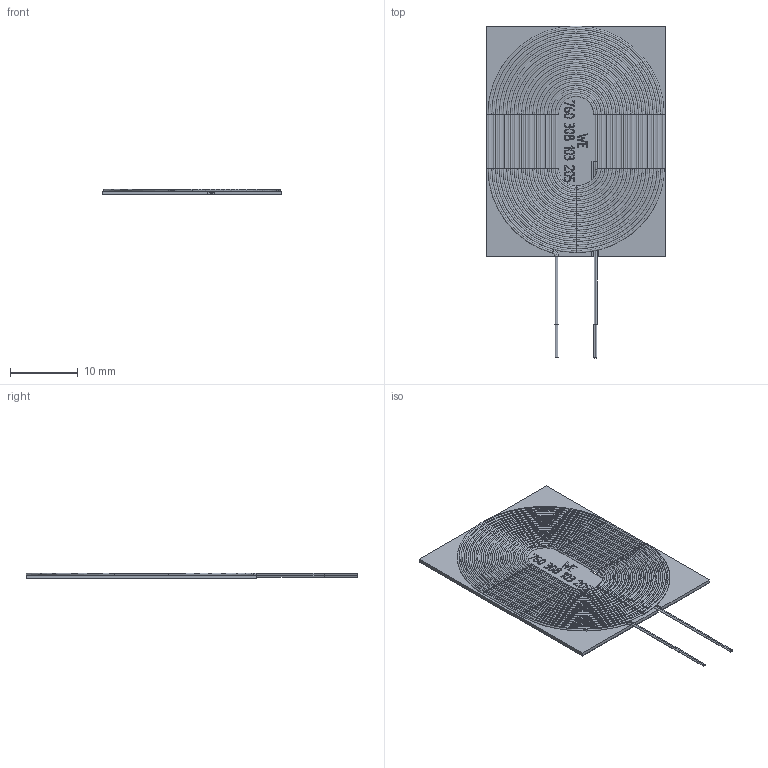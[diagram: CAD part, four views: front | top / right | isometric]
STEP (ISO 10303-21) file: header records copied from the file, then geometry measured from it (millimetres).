
FILE_DESCRIPTION( ( 'Unknown' ), '1' );
FILE_NAME( '760308103205.stp', 'Unknown', ( 'Unknown' ), ( 'Unknown' ), 'PSStep 16.0.42', 'Unknown', ' ' );
FILE_SCHEMA( ( 'AUTOMOTIVE_DESIGN { 1 0 10303 214 1 1 1 1 }' ) );
Length unit declared in the file: millimetre
Products named in the file (5): Assem1; Ferrite-Sheet; Turns; Adhesive Tape; Release Tape
Assembly tree (4 placements, depth 2):
  Assem1
    Ferrite-Sheet
    Turns
    Adhesive Tape
    Release Tape
Bounding box: 26.5 x 49 x 0.81 mm (x, y, z)
Volume: 616.2 mm3; surface area: 7118.3 mm2
Topology: 4 solids, 4 shells, 350 faces, 761 edges, 442 vertices
Faces by surface type: plane 114, cylinder 84, torus 82, bspline 36, extrusion 34
Entity records: 18453 total; most frequent: CARTESIAN_POINT 8386, ORIENTED_EDGE 1502, DIRECTION 1423, EDGE_CURVE 751, AXIS2_PLACEMENT_3D 575, VERTEX_POINT 442, EDGE_LOOP 383, FACE_OUTER_BOUND 360
